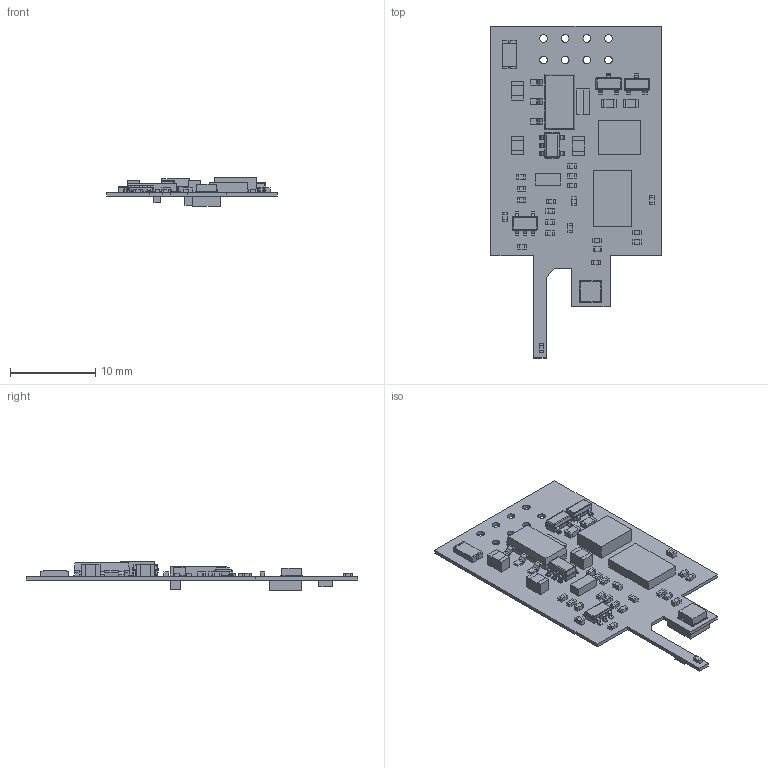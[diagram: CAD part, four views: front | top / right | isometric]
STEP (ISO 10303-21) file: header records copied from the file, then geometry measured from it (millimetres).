
FILE_DESCRIPTION(('Open CASCADE Model'),'2;1');
FILE_NAME('Open CASCADE Shape Model','2020-04-08T10:44:14',('Author'),( 'Open CASCADE'),'Open CASCADE STEP processor 6.8','Open CASCADE 6.8' ,'Unknown');
FILE_SCHEMA(('AUTOMOTIVE_DESIGN { 1 0 10303 214 1 1 1 1 }'));
Length unit declared in the file: millimetre
Products named in the file (95): PCB; Board; Open CASCADE STEP translator 6.8 13.1.1; F1; Fuse_1206_v1; U9; 8389749440; Body; Open_CASCADE_STEP_translator_6.8_1.1.1; Leader; U8; RT1; 7721142528; Extruded; R16; 6628371056; 6628365216; C10; 6628370176; 6628369776; R15; 6628370736; R14; D1; 7720526656; C9; 6628369056; C8; U7; 6628364816; U5; 6417717488; C7; 6628376096; 6628375696; U6; SOT-223; C6; C5; U4 ...
Assembly tree (171 placements, depth 5):
  PCB
    Board
      Open CASCADE STEP translator 6.8 13.1.1
    F1
      Fuse_1206_v1
    U9
      8389749440
        Body
          Open_CASCADE_STEP_translator_6.8_1.1.1
        Leader  x3
    U8
      8389749440
        Body
          Open_CASCADE_STEP_translator_6.8_1.1.1
        Leader  x3
    RT1
      7721142528
        Extruded
    R16
      6628371056
        Extruded
      6628365216  x2
        Extruded
    C10
      6628370176  x2
        Extruded
      6628369776
        Extruded
    R15
      6628371056
        Extruded
      6628370736  x2
        Extruded
    R14
      6628371056
        Extruded
      6628370736  x2
        Extruded
    D1
      7720526656
        Extruded
    C9
      6628369056  x2
        Extruded
      6628369776
        Extruded
    C8
      6628369056  x2
        Extruded
      6628369776
        Extruded
    U7
      6628364816
        Extruded
    U5
      6417717488
        Body
          Open_CASCADE_STEP_translator_6.8_1.1.1
        Leader  x5
    C7
Bounding box: 20 x 39 x 3.36 mm (x, y, z)
Volume: 419.5 mm3; surface area: 1870.9 mm2
Topology: 109 solids, 109 shells, 1149 faces, 2429 edges, 1474 vertices
Faces by surface type: plane 899, cylinder 194, sphere 32, bspline 24
Full cylindrical faces by diameter (mm): 0.9 x8
Entity records: 15846 total; most frequent: CARTESIAN_POINT 3768, DIRECTION 2215, ORIENTED_EDGE 1922, EDGE_CURVE 961, AXIS2_PLACEMENT_3D 745, LINE 725, VECTOR 725, VERTEX_POINT 578
